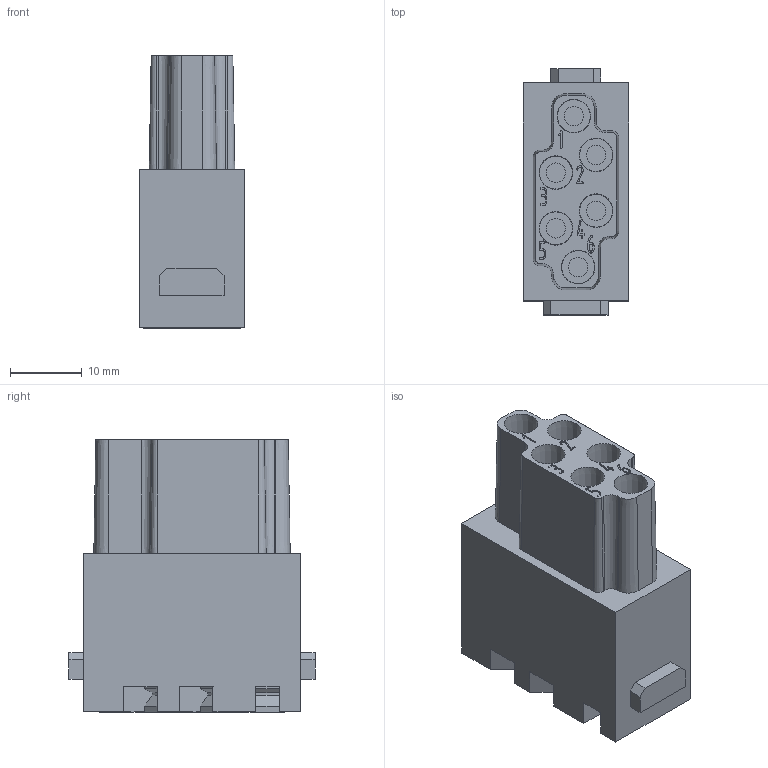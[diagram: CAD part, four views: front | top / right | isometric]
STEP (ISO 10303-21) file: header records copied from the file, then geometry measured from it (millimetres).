
FILE_DESCRIPTION(/* description */ (''),/* implementation_level */ '2;1');
FILE_NAME(/* name */ '100549630ugm000_c.stp',/* time_stamp */ '2019-05-23T07:58:20+02:00',/* author */ (''),/* organization */ (''),/* preprocessor_version */ 'ST-DEVELOPER v16.7',/* originating_system */ 'SIEMENS PLM Software NX 12.0',/* authorisation */ '');
FILE_SCHEMA (('AUTOMOTIVE_DESIGN { 1 0 10303 214 3 1 1 1 }'));
Length unit declared in the file: millimetre
Products named in the file (1): 100549630ugm000_c
Bounding box: 14.65 x 34.2 x 37.9 mm (x, y, z)
Volume: 11926.9 mm3; surface area: 6281.2 mm2
Topology: 1 solids, 1 shells, 673 faces, 2187 edges, 1914 vertices
Faces by surface type: plane 399, extrusion 174, cylinder 70, cone 30
Full cylindrical faces by diameter (mm): 0.683 x1, 0.807 x1, 2.3 x6, 2.7 x6, 3 x6, 3.05 x6, 3.8 x6
Entity records: 29431 total; most frequent: CARTESIAN_POINT 6269, ORIENTED_EDGE 3518, DIRECTION 2940, EDGE_CURVE 1759, VECTOR 1564, LINE 1390, VERTEX_POINT 1200, PRESENTATION_STYLE_ASSIGNMENT 1018
